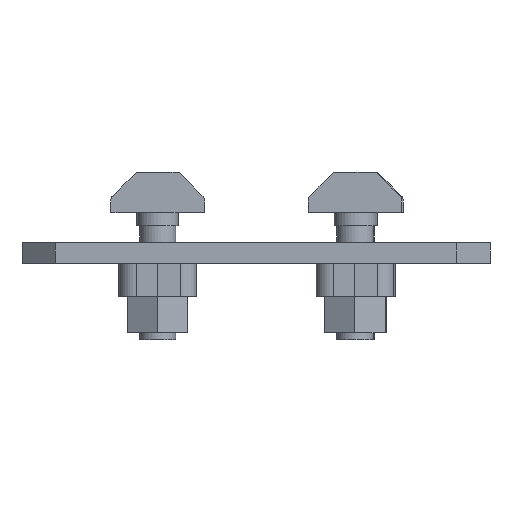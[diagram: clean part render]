
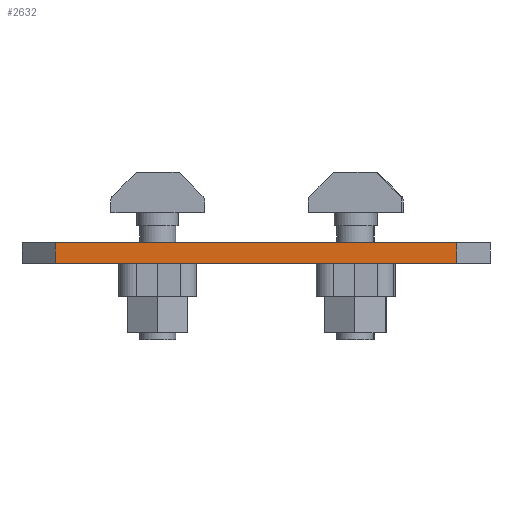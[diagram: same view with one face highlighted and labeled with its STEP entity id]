
A CAD part, front view. The second image highlights one B-rep face of the part: STEP entity #2632.
In plain terms, the highlighted planar face has unit normal (0, -1, 0).
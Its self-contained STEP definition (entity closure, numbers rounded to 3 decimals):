
#91 = CARTESIAN_POINT ( 'NONE',  ( -130., 0., 6. ) ) ;
#136 = CARTESIAN_POINT ( 'NONE',  ( -130., 0., 6. ) ) ;
#284 = CARTESIAN_POINT ( 'NONE',  ( -10., 0., 0. ) ) ;
#376 = EDGE_LOOP ( 'NONE', ( #2098, #2116, #2089, #2309 ) ) ;
#382 = DIRECTION ( 'NONE',  ( 0., 0., 1. ) ) ;
#407 = LINE ( 'NONE', #2719, #2753 ) ;
#440 = LINE ( 'NONE', #2475, #1523 ) ;
#501 = PLANE ( 'NONE',  #2179 ) ;
#776 = CARTESIAN_POINT ( 'NONE',  ( -10., 0., 6. ) ) ;
#780 = DIRECTION ( 'NONE',  ( 1., 0., 0. ) ) ;
#805 = VECTOR ( 'NONE', #2186, 1000. ) ;
#893 = DIRECTION ( 'NONE',  ( 0., -1., 0. ) ) ;
#1003 = VERTEX_POINT ( 'NONE', #2728 ) ;
#1260 = LINE ( 'NONE', #1908, #805 ) ;
#1289 = EDGE_CURVE ( 'NONE', #2820, #1600, #2926, .T. ) ;
#1338 = DIRECTION ( 'NONE',  ( 0., 0., -1. ) ) ;
#1375 = EDGE_CURVE ( 'NONE', #2854, #1600, #440, .T. ) ;
#1434 = CARTESIAN_POINT ( 'NONE',  ( -130., 0., 6. ) ) ;
#1523 = VECTOR ( 'NONE', #382, 1000. ) ;
#1600 = VERTEX_POINT ( 'NONE', #776 ) ;
#1779 = EDGE_CURVE ( 'NONE', #2820, #1003, #407, .T. ) ;
#1836 = DIRECTION ( 'NONE',  ( 0., 0., -1. ) ) ;
#1908 = CARTESIAN_POINT ( 'NONE',  ( -10., 0., 0. ) ) ;
#2006 = VECTOR ( 'NONE', #780, 1000. ) ;
#2089 = ORIENTED_EDGE ( 'NONE', *, *, #2875, .F. ) ;
#2098 = ORIENTED_EDGE ( 'NONE', *, *, #1289, .F. ) ;
#2116 = ORIENTED_EDGE ( 'NONE', *, *, #1779, .T. ) ;
#2179 = AXIS2_PLACEMENT_3D ( 'NONE', #1434, #893, #1836 ) ;
#2186 = DIRECTION ( 'NONE',  ( -1., 0., 0. ) ) ;
#2309 = ORIENTED_EDGE ( 'NONE', *, *, #1375, .T. ) ;
#2475 = CARTESIAN_POINT ( 'NONE',  ( -10., 0., 0. ) ) ;
#2594 = FACE_OUTER_BOUND ( 'NONE', #376, .T. ) ;
#2632 = ADVANCED_FACE ( 'NONE', ( #2594 ), #501, .T. ) ;
#2719 = CARTESIAN_POINT ( 'NONE',  ( -130., 0., 6. ) ) ;
#2728 = CARTESIAN_POINT ( 'NONE',  ( -130., 0., 0. ) ) ;
#2753 = VECTOR ( 'NONE', #1338, 1000. ) ;
#2820 = VERTEX_POINT ( 'NONE', #91 ) ;
#2854 = VERTEX_POINT ( 'NONE', #284 ) ;
#2875 = EDGE_CURVE ( 'NONE', #2854, #1003, #1260, .T. ) ;
#2926 = LINE ( 'NONE', #136, #2006 ) ;
